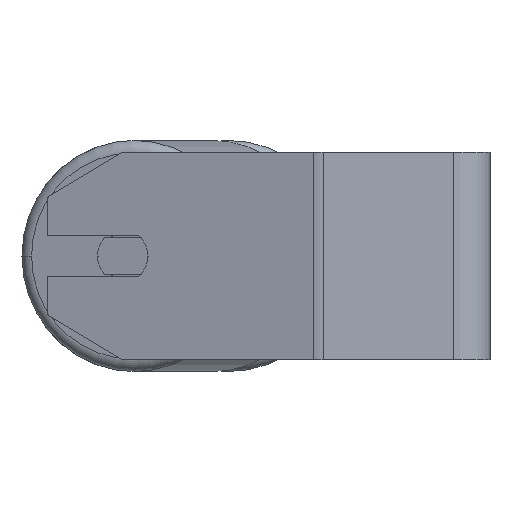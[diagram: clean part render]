
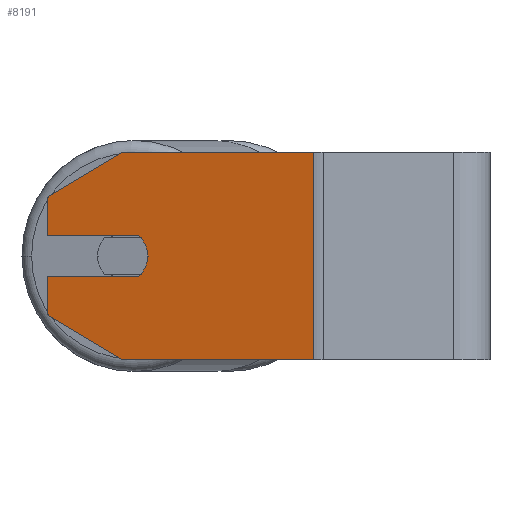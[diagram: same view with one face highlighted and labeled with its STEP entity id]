
A CAD part, left-side view. The second image highlights one B-rep face of the part: STEP entity #8191.
In plain terms, the highlighted planar face has unit normal (-0.966, 0.259, 0).
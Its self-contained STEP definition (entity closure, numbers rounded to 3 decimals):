
#77 = CARTESIAN_POINT ( 'NONE',  ( -229.817, 141.422, -40. ) ) ;
#98 = EDGE_CURVE ( 'NONE', #7709, #5896, #6884, .T. ) ;
#217 = VERTEX_POINT ( 'NONE', #8250 ) ;
#227 = VECTOR ( 'NONE', #2206, 1000. ) ;
#336 = VECTOR ( 'NONE', #7440, 1000. ) ;
#531 = VERTEX_POINT ( 'NONE', #6199 ) ;
#574 = ORIENTED_EDGE ( 'NONE', *, *, #2533, .F. ) ;
#630 = VECTOR ( 'NONE', #7378, 1000. ) ;
#754 = LINE ( 'NONE', #77, #6524 ) ;
#795 = CARTESIAN_POINT ( 'NONE',  ( -229.817, 141.422, 0. ) ) ;
#818 = VERTEX_POINT ( 'NONE', #5786 ) ;
#1076 = VECTOR ( 'NONE', #8330, 1000. ) ;
#1399 = CARTESIAN_POINT ( 'NONE',  ( -222.053, 170.4, 22.679 ) ) ;
#1420 = CARTESIAN_POINT ( 'NONE',  ( -222.053, 170.4, 40. ) ) ;
#1422 = EDGE_CURVE ( 'NONE', #5392, #217, #4786, .T. ) ;
#1443 = EDGE_CURVE ( 'NONE', #5392, #531, #3500, .T. ) ;
#1459 = ORIENTED_EDGE ( 'NONE', *, *, #7406, .F. ) ;
#1507 = CIRCLE ( 'NONE', #4498, 10. ) ;
#1669 = CARTESIAN_POINT ( 'NONE',  ( -222.053, 170.4, 8. ) ) ;
#1942 = DIRECTION ( 'NONE',  ( 0.966, -0.259, 0. ) ) ;
#2040 = DIRECTION ( 'NONE',  ( -0.259, -0.966, 0. ) ) ;
#2183 = VECTOR ( 'NONE', #3981, 1000. ) ;
#2206 = DIRECTION ( 'NONE',  ( 0., 0., -1. ) ) ;
#2424 = CARTESIAN_POINT ( 'NONE',  ( -222.053, 170.4, 22.679 ) ) ;
#2514 = VERTEX_POINT ( 'NONE', #5533 ) ;
#2533 = EDGE_CURVE ( 'NONE', #2902, #5896, #7443, .T. ) ;
#2569 = CARTESIAN_POINT ( 'NONE',  ( -222.053, 170.4, 40. ) ) ;
#2744 = DIRECTION ( 'NONE',  ( -0.259, -0.966, 0. ) ) ;
#2783 = LINE ( 'NONE', #3938, #7879 ) ;
#2902 = VERTEX_POINT ( 'NONE', #5238 ) ;
#3333 = VECTOR ( 'NONE', #7335, 1000. ) ;
#3351 = DIRECTION ( 'NONE',  ( -0.224, -0.837, -0.5 ) ) ;
#3414 = AXIS2_PLACEMENT_3D ( 'NONE', #2569, #1942, #4529 ) ;
#3495 = DIRECTION ( 'NONE',  ( -0.259, -0.966, 0. ) ) ;
#3500 = LINE ( 'NONE', #1420, #630 ) ;
#3706 = ORIENTED_EDGE ( 'NONE', *, *, #4641, .F. ) ;
#3782 = AXIS2_PLACEMENT_3D ( 'NONE', #8262, #4177, #3495 ) ;
#3938 = CARTESIAN_POINT ( 'NONE',  ( -222.053, 170.4, 40. ) ) ;
#3945 = DIRECTION ( 'NONE',  ( -0.966, 0.259, 0. ) ) ;
#3981 = DIRECTION ( 'NONE',  ( 0.224, 0.837, -0.5 ) ) ;
#4048 = CARTESIAN_POINT ( 'NONE',  ( -231.37, 135.627, -8. ) ) ;
#4062 = ORIENTED_EDGE ( 'NONE', *, *, #4191, .T. ) ;
#4177 = DIRECTION ( 'NONE',  ( -0.966, 0.259, 0. ) ) ;
#4191 = EDGE_CURVE ( 'NONE', #4390, #7159, #5406, .T. ) ;
#4352 = EDGE_LOOP ( 'NONE', ( #3706, #5489, #8036, #6826, #7958, #574, #5827, #8013, #4062, #4826, #1459 ) ) ;
#4390 = VERTEX_POINT ( 'NONE', #2424 ) ;
#4498 = AXIS2_PLACEMENT_3D ( 'NONE', #795, #3945, #2040 ) ;
#4529 = DIRECTION ( 'NONE',  ( 0.259, 0.966, 0. ) ) ;
#4536 = CARTESIAN_POINT ( 'NONE',  ( -229.817, 141.422, -40. ) ) ;
#4641 = EDGE_CURVE ( 'NONE', #217, #818, #5704, .T. ) ;
#4786 = LINE ( 'NONE', #4048, #3333 ) ;
#4826 = ORIENTED_EDGE ( 'NONE', *, *, #5547, .F. ) ;
#4833 = CARTESIAN_POINT ( 'NONE',  ( -222.053, 170.4, -8. ) ) ;
#4897 = EDGE_CURVE ( 'NONE', #531, #7709, #754, .T. ) ;
#5059 = LINE ( 'NONE', #7600, #1076 ) ;
#5175 = PLANE ( 'NONE',  #3414 ) ;
#5233 = LINE ( 'NONE', #1399, #2183 ) ;
#5238 = CARTESIAN_POINT ( 'NONE',  ( -249.523, 67.88, 40. ) ) ;
#5281 = EDGE_CURVE ( 'NONE', #8199, #2902, #2783, .T. ) ;
#5329 = CARTESIAN_POINT ( 'NONE',  ( -229.817, 141.422, 40. ) ) ;
#5392 = VERTEX_POINT ( 'NONE', #4833 ) ;
#5406 = LINE ( 'NONE', #6176, #6517 ) ;
#5489 = ORIENTED_EDGE ( 'NONE', *, *, #1422, .F. ) ;
#5533 = CARTESIAN_POINT ( 'NONE',  ( -231.37, 135.627, 8. ) ) ;
#5547 = EDGE_CURVE ( 'NONE', #2514, #7159, #5059, .T. ) ;
#5704 = CIRCLE ( 'NONE', #3782, 10. ) ;
#5786 = CARTESIAN_POINT ( 'NONE',  ( -232.406, 131.763, 0. ) ) ;
#5827 = ORIENTED_EDGE ( 'NONE', *, *, #5281, .F. ) ;
#5896 = VERTEX_POINT ( 'NONE', #8358 ) ;
#6168 = CARTESIAN_POINT ( 'NONE',  ( -222.053, 170.4, -40. ) ) ;
#6176 = CARTESIAN_POINT ( 'NONE',  ( -222.053, 170.4, 40. ) ) ;
#6199 = CARTESIAN_POINT ( 'NONE',  ( -222.053, 170.4, -22.679 ) ) ;
#6517 = VECTOR ( 'NONE', #8048, 1000. ) ;
#6524 = VECTOR ( 'NONE', #3351, 1000. ) ;
#6826 = ORIENTED_EDGE ( 'NONE', *, *, #4897, .T. ) ;
#6884 = LINE ( 'NONE', #6168, #336 ) ;
#7159 = VERTEX_POINT ( 'NONE', #1669 ) ;
#7335 = DIRECTION ( 'NONE',  ( -0.259, -0.966, 0. ) ) ;
#7378 = DIRECTION ( 'NONE',  ( 0., 0., -1. ) ) ;
#7406 = EDGE_CURVE ( 'NONE', #818, #2514, #1507, .T. ) ;
#7440 = DIRECTION ( 'NONE',  ( -0.259, -0.966, 0. ) ) ;
#7443 = LINE ( 'NONE', #8043, #227 ) ;
#7465 = EDGE_CURVE ( 'NONE', #8199, #4390, #5233, .T. ) ;
#7600 = CARTESIAN_POINT ( 'NONE',  ( -231.37, 135.627, 8. ) ) ;
#7709 = VERTEX_POINT ( 'NONE', #4536 ) ;
#7879 = VECTOR ( 'NONE', #2744, 1000. ) ;
#7958 = ORIENTED_EDGE ( 'NONE', *, *, #98, .T. ) ;
#8013 = ORIENTED_EDGE ( 'NONE', *, *, #7465, .T. ) ;
#8036 = ORIENTED_EDGE ( 'NONE', *, *, #1443, .T. ) ;
#8043 = CARTESIAN_POINT ( 'NONE',  ( -249.523, 67.88, 40. ) ) ;
#8048 = DIRECTION ( 'NONE',  ( 0., 0., -1. ) ) ;
#8191 = ADVANCED_FACE ( 'NONE', ( #8405 ), #5175, .F. ) ;
#8199 = VERTEX_POINT ( 'NONE', #5329 ) ;
#8250 = CARTESIAN_POINT ( 'NONE',  ( -231.37, 135.627, -8. ) ) ;
#8262 = CARTESIAN_POINT ( 'NONE',  ( -229.817, 141.422, 0. ) ) ;
#8330 = DIRECTION ( 'NONE',  ( 0.259, 0.966, 0. ) ) ;
#8358 = CARTESIAN_POINT ( 'NONE',  ( -249.523, 67.88, -40. ) ) ;
#8405 = FACE_OUTER_BOUND ( 'NONE', #4352, .T. ) ;
